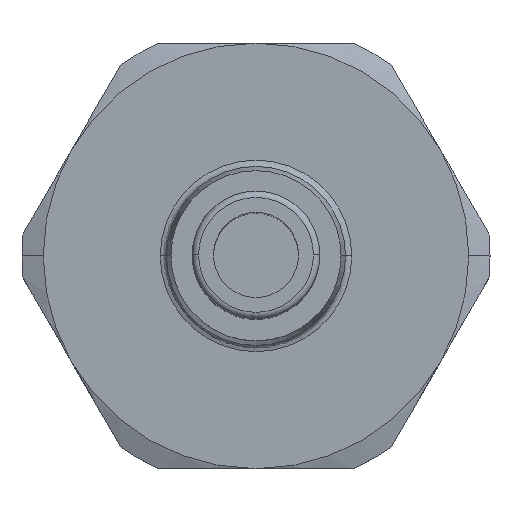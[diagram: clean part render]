
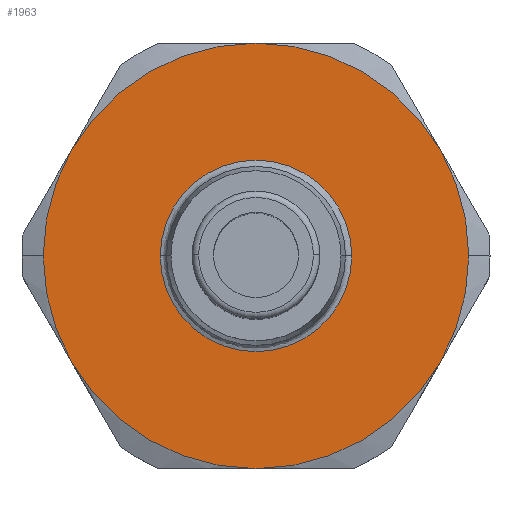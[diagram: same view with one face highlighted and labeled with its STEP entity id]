
A CAD part, top view. The second image highlights one B-rep face of the part: STEP entity #1963.
In plain terms, the highlighted planar face has unit normal (0, 0, 1).
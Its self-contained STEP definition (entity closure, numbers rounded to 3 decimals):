
#565=CARTESIAN_POINT('',(4.501,0.,-14.));
#566=VERTEX_POINT('',#565);
#575=CARTESIAN_POINT('',(-4.501,0.,-14.));
#576=VERTEX_POINT('',#575);
#584=CARTESIAN_POINT('',(0.,0.,-14.0));
#585=DIRECTION('',(0.0,0.0,1.0));
#586=DIRECTION('',(-1.0,0.0,0.0));
#587=AXIS2_PLACEMENT_3D('',#584,#585,#586);
#588=CIRCLE('',#587,4.501);
#589=EDGE_CURVE('',#576,#566,#588,.T.);
#854=CARTESIAN_POINT('',(10.,0.,-14.));
#855=VERTEX_POINT('',#854);
#871=CARTESIAN_POINT('',(8.66,5.,-14.));
#872=VERTEX_POINT('',#871);
#886=CARTESIAN_POINT('',(0.,0.,-14.0));
#887=DIRECTION('',(0.0,0.0,1.0));
#888=DIRECTION('',(1.0,0.0,0.0));
#889=AXIS2_PLACEMENT_3D('',#886,#887,#888);
#890=CIRCLE('',#889,10.);
#891=EDGE_CURVE('',#855,#872,#890,.T.);
#901=CARTESIAN_POINT('',(-10.,0.,-14.));
#902=VERTEX_POINT('',#901);
#911=CARTESIAN_POINT('',(-8.66,5.,-14.));
#912=VERTEX_POINT('',#911);
#913=CARTESIAN_POINT('',(0.,0.,-14.0));
#914=DIRECTION('',(0.0,0.0,1.0));
#915=DIRECTION('',(1.0,0.0,0.0));
#916=AXIS2_PLACEMENT_3D('',#913,#914,#915);
#917=CIRCLE('',#916,10.);
#918=EDGE_CURVE('',#912,#902,#917,.T.);
#1245=CARTESIAN_POINT('',(0.,10.0,-14.0));
#1246=VERTEX_POINT('',#1245);
#1260=CARTESIAN_POINT('',(0.,0.,-14.0));
#1261=DIRECTION('',(0.0,0.0,1.0));
#1262=DIRECTION('',(1.0,0.0,0.0));
#1263=AXIS2_PLACEMENT_3D('',#1260,#1261,#1262);
#1264=CIRCLE('',#1263,10.);
#1265=EDGE_CURVE('',#872,#1246,#1264,.T.);
#1362=CARTESIAN_POINT('',(0.,0.,-14.0));
#1363=DIRECTION('',(0.0,0.0,1.0));
#1364=DIRECTION('',(1.0,0.0,0.0));
#1365=AXIS2_PLACEMENT_3D('',#1362,#1363,#1364);
#1366=CIRCLE('',#1365,10.);
#1367=EDGE_CURVE('',#1246,#912,#1366,.T.);
#1380=CARTESIAN_POINT('',(-8.66,-5.,-14.));
#1381=VERTEX_POINT('',#1380);
#1395=CARTESIAN_POINT('',(0.,0.,-14.0));
#1396=DIRECTION('',(0.0,0.0,1.0));
#1397=DIRECTION('',(1.0,0.0,0.0));
#1398=AXIS2_PLACEMENT_3D('',#1395,#1396,#1397);
#1399=CIRCLE('',#1398,10.);
#1400=EDGE_CURVE('',#902,#1381,#1399,.T.);
#1445=CARTESIAN_POINT('',(0.,-10.0,-14.));
#1446=VERTEX_POINT('',#1445);
#1460=CARTESIAN_POINT('',(0.,0.,-14.0));
#1461=DIRECTION('',(0.0,0.0,1.0));
#1462=DIRECTION('',(1.0,0.0,0.0));
#1463=AXIS2_PLACEMENT_3D('',#1460,#1461,#1462);
#1464=CIRCLE('',#1463,10.);
#1465=EDGE_CURVE('',#1381,#1446,#1464,.T.);
#1537=CARTESIAN_POINT('',(8.66,-5.,-14.));
#1538=VERTEX_POINT('',#1537);
#1552=CARTESIAN_POINT('',(0.,0.,-14.0));
#1553=DIRECTION('',(0.0,0.0,1.0));
#1554=DIRECTION('',(1.0,0.0,0.0));
#1555=AXIS2_PLACEMENT_3D('',#1552,#1553,#1554);
#1556=CIRCLE('',#1555,10.);
#1557=EDGE_CURVE('',#1446,#1538,#1556,.T.);
#1689=CARTESIAN_POINT('',(0.,0.,-14.0));
#1690=DIRECTION('',(0.0,0.0,1.0));
#1691=DIRECTION('',(1.0,0.0,0.0));
#1692=AXIS2_PLACEMENT_3D('',#1689,#1690,#1691);
#1693=CIRCLE('',#1692,10.);
#1694=EDGE_CURVE('',#1538,#855,#1693,.T.);
#1908=CARTESIAN_POINT('',(0.,0.,-14.0));
#1909=DIRECTION('',(0.0,0.0,1.0));
#1910=DIRECTION('',(-1.0,0.0,0.0));
#1911=AXIS2_PLACEMENT_3D('',#1908,#1909,#1910);
#1912=CIRCLE('',#1911,4.501);
#1913=EDGE_CURVE('',#566,#576,#1912,.T.);
#1944=CARTESIAN_POINT('',(0.,0.,-14.0));
#1945=DIRECTION('',(0.0,0.0,-1.0));
#1946=DIRECTION('',(-1.0,0.0,0.0));
#1947=AXIS2_PLACEMENT_3D('',#1944,#1945,#1946);
#1948=PLANE('',#1947);
#1949=ORIENTED_EDGE('',*,*,#918,.T.);
#1950=ORIENTED_EDGE('',*,*,#1400,.T.);
#1951=ORIENTED_EDGE('',*,*,#1465,.T.);
#1952=ORIENTED_EDGE('',*,*,#1557,.T.);
#1953=ORIENTED_EDGE('',*,*,#1694,.T.);
#1954=ORIENTED_EDGE('',*,*,#891,.T.);
#1955=ORIENTED_EDGE('',*,*,#1265,.T.);
#1956=ORIENTED_EDGE('',*,*,#1367,.T.);
#1957=EDGE_LOOP('',(#1949,#1950,#1951,#1952,#1953,#1954,#1955,#1956));
#1958=FACE_OUTER_BOUND('',#1957,.T.);
#1959=ORIENTED_EDGE('',*,*,#1913,.F.);
#1960=ORIENTED_EDGE('',*,*,#589,.F.);
#1961=EDGE_LOOP('',(#1959,#1960));
#1962=FACE_BOUND('',#1961,.T.);
#1963=ADVANCED_FACE('',(#1958,#1962),#1948,.F.);
